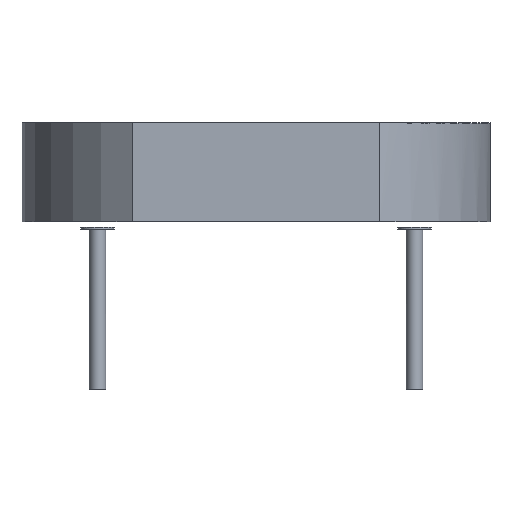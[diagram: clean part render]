
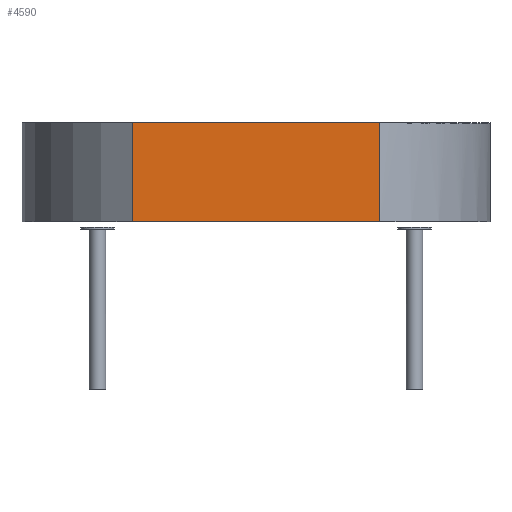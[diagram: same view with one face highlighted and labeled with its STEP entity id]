
A CAD part, front view. The second image highlights one B-rep face of the part: STEP entity #4590.
In plain terms, the highlighted planar face has unit normal (0, -1, 0).
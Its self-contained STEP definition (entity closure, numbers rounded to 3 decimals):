
#451 = PLANE('',#452);
#452 = AXIS2_PLACEMENT_3D('',#453,#454,#455);
#453 = CARTESIAN_POINT('',(1.487,2.388,0.41));
#454 = DIRECTION('',(0.,0.,1.));
#455 = DIRECTION('',(1.,0.,0.));
#527 = VERTEX_POINT('',#528);
#528 = CARTESIAN_POINT('',(1.487,-2.388,0.41));
#543 = CYLINDRICAL_SURFACE('',#544,2.813);
#544 = AXIS2_PLACEMENT_3D('',#545,#546,#547);
#545 = CARTESIAN_POINT('',(0.,0.,
    1.6));
#546 = DIRECTION('',(0.,0.,1.));
#547 = DIRECTION('',(1.,0.,0.));
#577 = EDGE_CURVE('',#578,#527,#580,.T.);
#578 = VERTEX_POINT('',#579);
#579 = CARTESIAN_POINT('',(-1.487,-2.388,0.41));
#580 = SURFACE_CURVE('',#581,(#585,#592),.PCURVE_S1.);
#581 = LINE('',#582,#583);
#582 = CARTESIAN_POINT('',(1.487,-2.388,0.41));
#583 = VECTOR('',#584,1.);
#584 = DIRECTION('',(1.,0.,0.));
#585 = PCURVE('',#451,#586);
#586 = DEFINITIONAL_REPRESENTATION('',(#587),#591);
#587 = LINE('',#588,#589);
#588 = CARTESIAN_POINT('',(0.,-4.775));
#589 = VECTOR('',#590,1.);
#590 = DIRECTION('',(1.,0.));
#591 = ( GEOMETRIC_REPRESENTATION_CONTEXT(2) 
PARAMETRIC_REPRESENTATION_CONTEXT() REPRESENTATION_CONTEXT('2D SPACE',''
  ) );
#592 = PCURVE('',#593,#598);
#593 = PLANE('',#594);
#594 = AXIS2_PLACEMENT_3D('',#595,#596,#597);
#595 = CARTESIAN_POINT('',(0.,-2.388,1.6));
#596 = DIRECTION('',(0.,-1.,0.));
#597 = DIRECTION('',(1.,0.,0.));
#598 = DEFINITIONAL_REPRESENTATION('',(#599),#603);
#599 = LINE('',#600,#601);
#600 = CARTESIAN_POINT('',(1.487,-1.19));
#601 = VECTOR('',#602,1.);
#602 = DIRECTION('',(1.,0.));
#603 = ( GEOMETRIC_REPRESENTATION_CONTEXT(2) 
PARAMETRIC_REPRESENTATION_CONTEXT() REPRESENTATION_CONTEXT('2D SPACE',''
  ) );
#620 = CYLINDRICAL_SURFACE('',#621,2.813);
#621 = AXIS2_PLACEMENT_3D('',#622,#623,#624);
#622 = CARTESIAN_POINT('',(0.,0.,1.6
    ));
#623 = DIRECTION('',(0.,0.,1.));
#624 = DIRECTION('',(1.,0.,0.));
#899 = PLANE('',#900);
#900 = AXIS2_PLACEMENT_3D('',#901,#902,#903);
#901 = CARTESIAN_POINT('',(0.,0.,1.6
    ));
#902 = DIRECTION('',(0.,0.,1.));
#903 = DIRECTION('',(1.,0.,0.));
#4499 = VERTEX_POINT('',#4500);
#4500 = CARTESIAN_POINT('',(1.487,-2.388,1.6));
#4548 = EDGE_CURVE('',#4499,#527,#4549,.T.);
#4549 = SURFACE_CURVE('',#4550,(#4554,#4583),.PCURVE_S1.);
#4550 = LINE('',#4551,#4552);
#4551 = CARTESIAN_POINT('',(1.487,-2.388,1.6));
#4552 = VECTOR('',#4553,1.);
#4553 = DIRECTION('',(0.,0.,-1.));
#4554 = PCURVE('',#543,#4555);
#4555 = DEFINITIONAL_REPRESENTATION('',(#4556),#4582);
#4556 = B_SPLINE_CURVE_WITH_KNOTS('',3,(#4557,#4558,#4559,#4560,#4561,
    #4562,#4563,#4564,#4565,#4566,#4567,#4568,#4569,#4570,#4571,#4572,
    #4573,#4574,#4575,#4576,#4577,#4578,#4579,#4580,#4581),
  .UNSPECIFIED.,.F.,.F.,(4,1,1,1,1,1,1,1,1,1,1,1,1,1,1,1,1,1,1,1,1,1,4),
  (0.,0.054,0.108,0.162,
    0.216,0.27,0.325,0.379,
    0.433,0.487,0.541,0.595,0.649,
    0.703,0.757,0.811,0.865,
    0.92,0.974,1.028,1.082,
    1.136,1.19),.QUASI_UNIFORM_KNOTS.);
#4557 = CARTESIAN_POINT('',(5.269,0.));
#4558 = CARTESIAN_POINT('',(5.269,-0.018));
#4559 = CARTESIAN_POINT('',(5.269,-0.054));
#4560 = CARTESIAN_POINT('',(5.269,-0.108));
#4561 = CARTESIAN_POINT('',(5.269,-0.162));
#4562 = CARTESIAN_POINT('',(5.269,-0.216));
#4563 = CARTESIAN_POINT('',(5.269,-0.27));
#4564 = CARTESIAN_POINT('',(5.269,-0.325));
#4565 = CARTESIAN_POINT('',(5.269,-0.379));
#4566 = CARTESIAN_POINT('',(5.269,-0.433));
#4567 = CARTESIAN_POINT('',(5.269,-0.487));
#4568 = CARTESIAN_POINT('',(5.269,-0.541));
#4569 = CARTESIAN_POINT('',(5.269,-0.595));
#4570 = CARTESIAN_POINT('',(5.269,-0.649));
#4571 = CARTESIAN_POINT('',(5.269,-0.703));
#4572 = CARTESIAN_POINT('',(5.269,-0.757));
#4573 = CARTESIAN_POINT('',(5.269,-0.811));
#4574 = CARTESIAN_POINT('',(5.269,-0.865));
#4575 = CARTESIAN_POINT('',(5.269,-0.92));
#4576 = CARTESIAN_POINT('',(5.269,-0.974));
#4577 = CARTESIAN_POINT('',(5.269,-1.028));
#4578 = CARTESIAN_POINT('',(5.269,-1.082));
#4579 = CARTESIAN_POINT('',(5.269,-1.136));
#4580 = CARTESIAN_POINT('',(5.269,-1.172));
#4581 = CARTESIAN_POINT('',(5.269,-1.19));
#4582 = ( GEOMETRIC_REPRESENTATION_CONTEXT(2) 
PARAMETRIC_REPRESENTATION_CONTEXT() REPRESENTATION_CONTEXT('2D SPACE',''
  ) );
#4583 = PCURVE('',#593,#4584);
#4584 = DEFINITIONAL_REPRESENTATION('',(#4585),#4589);
#4585 = LINE('',#4586,#4587);
#4586 = CARTESIAN_POINT('',(1.487,0.));
#4587 = VECTOR('',#4588,1.);
#4588 = DIRECTION('',(0.,-1.));
#4589 = ( GEOMETRIC_REPRESENTATION_CONTEXT(2) 
PARAMETRIC_REPRESENTATION_CONTEXT() REPRESENTATION_CONTEXT('2D SPACE',''
  ) );
#4590 = ADVANCED_FACE('',(#4591),#593,.T.);
#4591 = FACE_BOUND('',#4592,.T.);
#4592 = EDGE_LOOP('',(#4593,#4616,#4659,#4660));
#4593 = ORIENTED_EDGE('',*,*,#4594,.T.);
#4594 = EDGE_CURVE('',#4499,#4595,#4597,.T.);
#4595 = VERTEX_POINT('',#4596);
#4596 = CARTESIAN_POINT('',(-1.487,-2.388,1.6));
#4597 = SURFACE_CURVE('',#4598,(#4602,#4609),.PCURVE_S1.);
#4598 = LINE('',#4599,#4600);
#4599 = CARTESIAN_POINT('',(0.,-2.388,1.6));
#4600 = VECTOR('',#4601,1.);
#4601 = DIRECTION('',(-1.,0.,0.));
#4602 = PCURVE('',#593,#4603);
#4603 = DEFINITIONAL_REPRESENTATION('',(#4604),#4608);
#4604 = LINE('',#4605,#4606);
#4605 = CARTESIAN_POINT('',(0.,0.));
#4606 = VECTOR('',#4607,1.);
#4607 = DIRECTION('',(-1.,0.));
#4608 = ( GEOMETRIC_REPRESENTATION_CONTEXT(2) 
PARAMETRIC_REPRESENTATION_CONTEXT() REPRESENTATION_CONTEXT('2D SPACE',''
  ) );
#4609 = PCURVE('',#899,#4610);
#4610 = DEFINITIONAL_REPRESENTATION('',(#4611),#4615);
#4611 = LINE('',#4612,#4613);
#4612 = CARTESIAN_POINT('',(0.,-2.388));
#4613 = VECTOR('',#4614,1.);
#4614 = DIRECTION('',(-1.,0.));
#4615 = ( GEOMETRIC_REPRESENTATION_CONTEXT(2) 
PARAMETRIC_REPRESENTATION_CONTEXT() REPRESENTATION_CONTEXT('2D SPACE',''
  ) );
#4616 = ORIENTED_EDGE('',*,*,#4617,.T.);
#4617 = EDGE_CURVE('',#4595,#578,#4618,.T.);
#4618 = SURFACE_CURVE('',#4619,(#4623,#4630),.PCURVE_S1.);
#4619 = LINE('',#4620,#4621);
#4620 = CARTESIAN_POINT('',(-1.487,-2.388,1.6));
#4621 = VECTOR('',#4622,1.);
#4622 = DIRECTION('',(0.,0.,-1.));
#4623 = PCURVE('',#593,#4624);
#4624 = DEFINITIONAL_REPRESENTATION('',(#4625),#4629);
#4625 = LINE('',#4626,#4627);
#4626 = CARTESIAN_POINT('',(-1.487,0.));
#4627 = VECTOR('',#4628,1.);
#4628 = DIRECTION('',(0.,-1.));
#4629 = ( GEOMETRIC_REPRESENTATION_CONTEXT(2) 
PARAMETRIC_REPRESENTATION_CONTEXT() REPRESENTATION_CONTEXT('2D SPACE',''
  ) );
#4630 = PCURVE('',#620,#4631);
#4631 = DEFINITIONAL_REPRESENTATION('',(#4632),#4658);
#4632 = B_SPLINE_CURVE_WITH_KNOTS('',3,(#4633,#4634,#4635,#4636,#4637,
    #4638,#4639,#4640,#4641,#4642,#4643,#4644,#4645,#4646,#4647,#4648,
    #4649,#4650,#4651,#4652,#4653,#4654,#4655,#4656,#4657),
  .UNSPECIFIED.,.F.,.F.,(4,1,1,1,1,1,1,1,1,1,1,1,1,1,1,1,1,1,1,1,1,1,4),
  (0.,0.054,0.108,0.162,
    0.216,0.27,0.325,0.379,
    0.433,0.487,0.541,0.595,0.649,
    0.703,0.757,0.811,0.865,
    0.92,0.974,1.028,1.082,
    1.136,1.19),.QUASI_UNIFORM_KNOTS.);
#4633 = CARTESIAN_POINT('',(4.155,0.));
#4634 = CARTESIAN_POINT('',(4.155,-0.018));
#4635 = CARTESIAN_POINT('',(4.155,-0.054));
#4636 = CARTESIAN_POINT('',(4.155,-0.108));
#4637 = CARTESIAN_POINT('',(4.155,-0.162));
#4638 = CARTESIAN_POINT('',(4.155,-0.216));
#4639 = CARTESIAN_POINT('',(4.155,-0.27));
#4640 = CARTESIAN_POINT('',(4.155,-0.325));
#4641 = CARTESIAN_POINT('',(4.155,-0.379));
#4642 = CARTESIAN_POINT('',(4.155,-0.433));
#4643 = CARTESIAN_POINT('',(4.155,-0.487));
#4644 = CARTESIAN_POINT('',(4.155,-0.541));
#4645 = CARTESIAN_POINT('',(4.155,-0.595));
#4646 = CARTESIAN_POINT('',(4.155,-0.649));
#4647 = CARTESIAN_POINT('',(4.155,-0.703));
#4648 = CARTESIAN_POINT('',(4.155,-0.757));
#4649 = CARTESIAN_POINT('',(4.155,-0.811));
#4650 = CARTESIAN_POINT('',(4.155,-0.865));
#4651 = CARTESIAN_POINT('',(4.155,-0.92));
#4652 = CARTESIAN_POINT('',(4.155,-0.974));
#4653 = CARTESIAN_POINT('',(4.155,-1.028));
#4654 = CARTESIAN_POINT('',(4.155,-1.082));
#4655 = CARTESIAN_POINT('',(4.155,-1.136));
#4656 = CARTESIAN_POINT('',(4.155,-1.172));
#4657 = CARTESIAN_POINT('',(4.155,-1.19));
#4658 = ( GEOMETRIC_REPRESENTATION_CONTEXT(2) 
PARAMETRIC_REPRESENTATION_CONTEXT() REPRESENTATION_CONTEXT('2D SPACE',''
  ) );
#4659 = ORIENTED_EDGE('',*,*,#577,.T.);
#4660 = ORIENTED_EDGE('',*,*,#4548,.F.);
